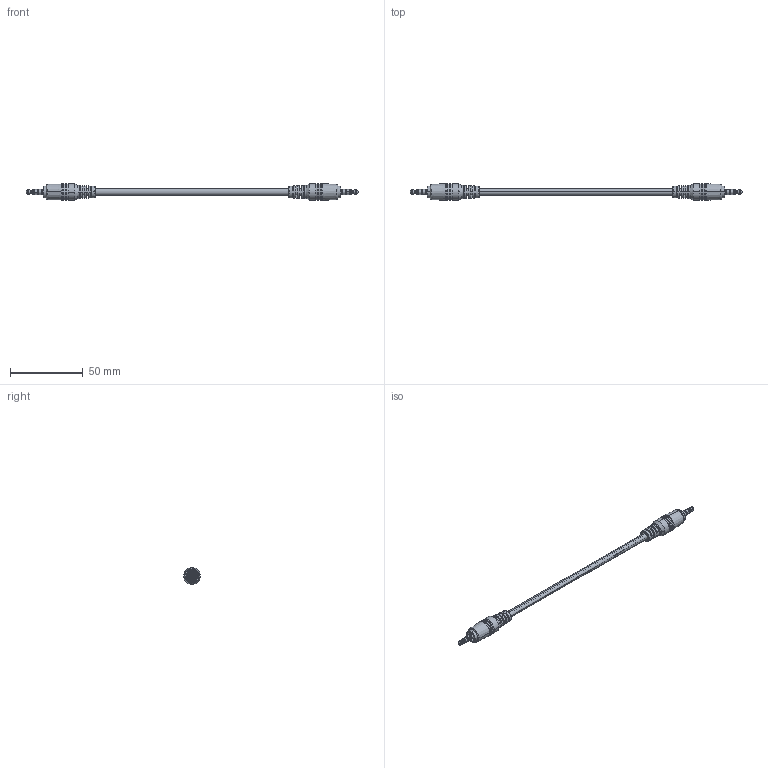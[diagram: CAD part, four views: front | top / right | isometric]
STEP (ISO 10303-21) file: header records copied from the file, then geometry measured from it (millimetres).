
FILE_DESCRIPTION (( 'STEP AP214' ), '1' );
FILE_NAME ('053-0116R_revA5.STEP', '2016-03-31T16:17:58', ( 'Joel' ), ( 'Microsoft' ), 'SwSTEP 2.0', 'SolidWorks 2015', '' );
FILE_SCHEMA (( 'AUTOMOTIVE_DESIGN' ));
Length unit declared in the file: millimetre
Products named in the file (11): 50-00009; 50-00009 ring; 50-00009 pin; 50-00009 insulator; 50-00009 contact 4; 50-00009 contact 3; 50-00009 contact 2; 50-00009 contact 1; 24-00104; 30-00461_blunt cut; 053-0116R_revA5
Assembly tree (12 placements, depth 3):
  053-0116R_revA5
    30-00461_blunt cut
    24-00104  x2
    50-00009  x2
      50-00009 contact 1
      50-00009 contact 2
      50-00009 contact 3
      50-00009 contact 4
      50-00009 insulator
      50-00009 pin
      50-00009 ring
Bounding box: 228.4 x 11.5 x 11.5 mm (x, y, z)
Volume: 8154 mm3; surface area: 35816.6 mm2
Topology: 276 solids, 276 shells, 2717 faces, 6234 edges, 4104 vertices
Faces by surface type: cylinder 1440, plane 1119, cone 110, bspline 36, torus 12
Entity records: 72972 total; most frequent: DIRECTION 11391, CARTESIAN_POINT 10768, ORIENTED_EDGE 9322, AXIS2_PLACEMENT_3D 4706, EDGE_CURVE 4661, VERTEX_POINT 3084, EDGE_LOOP 2689, CIRCLE 2575
